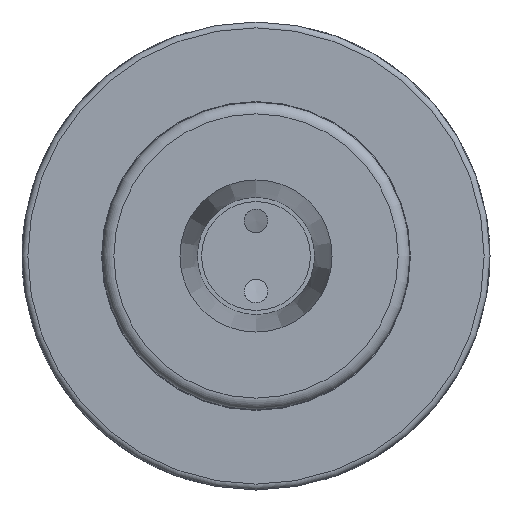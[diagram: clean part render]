
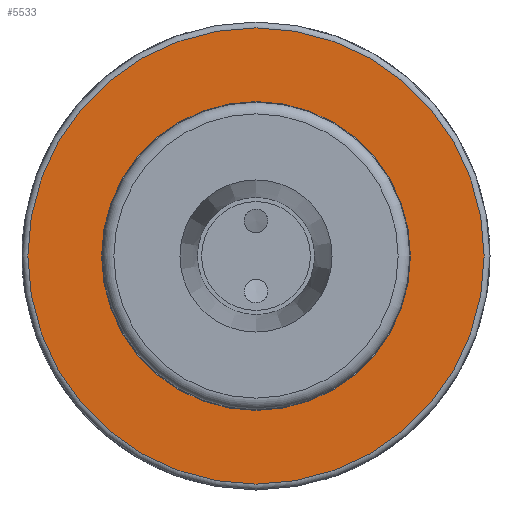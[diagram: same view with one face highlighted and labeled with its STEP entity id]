
A CAD part, left-side view. The second image highlights one B-rep face of the part: STEP entity #5533.
In plain terms, the highlighted planar face has unit normal (-1, 0, 0).
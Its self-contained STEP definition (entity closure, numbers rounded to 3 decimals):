
#5499=CARTESIAN_POINT('',(-20.0,19.5,0.));
#5500=VERTEX_POINT('',#5499);
#5501=CARTESIAN_POINT('',(-20.0,0.0,0.0));
#5502=DIRECTION('',(1.0,0.0,0.0));
#5503=DIRECTION('',(0.0,-1.0,0.0));
#5504=AXIS2_PLACEMENT_3D('',#5501,#5502,#5503);
#5505=CIRCLE('',#5504,19.5);
#5506=EDGE_CURVE('',#5500,#5500,#5505,.T.);
#5514=CARTESIAN_POINT('',(-20.0,20.0,0.0));
#5515=DIRECTION('',(-1.0,0.0,0.0));
#5516=DIRECTION('',(0.0,0.0,1.0));
#5517=AXIS2_PLACEMENT_3D('',#5514,#5515,#5516);
#5518=PLANE('',#5517);
#5519=ORIENTED_EDGE('',*,*,#5506,.F.);
#5520=EDGE_LOOP('',(#5519));
#5521=FACE_OUTER_BOUND('',#5520,.T.);
#5522=CARTESIAN_POINT('',(-20.,0.0,13.2));
#5523=VERTEX_POINT('',#5522);
#5524=CARTESIAN_POINT('',(-20.0,0.0,0.0));
#5525=DIRECTION('',(-1.0,0.0,0.0));
#5526=DIRECTION('',(0.0,0.0,1.0));
#5527=AXIS2_PLACEMENT_3D('',#5524,#5525,#5526);
#5528=CIRCLE('',#5527,13.2);
#5529=EDGE_CURVE('',#5523,#5523,#5528,.T.);
#5530=ORIENTED_EDGE('',*,*,#5529,.F.);
#5531=EDGE_LOOP('',(#5530));
#5532=FACE_BOUND('',#5531,.T.);
#5533=ADVANCED_FACE('',(#5521,#5532),#5518,.T.);
